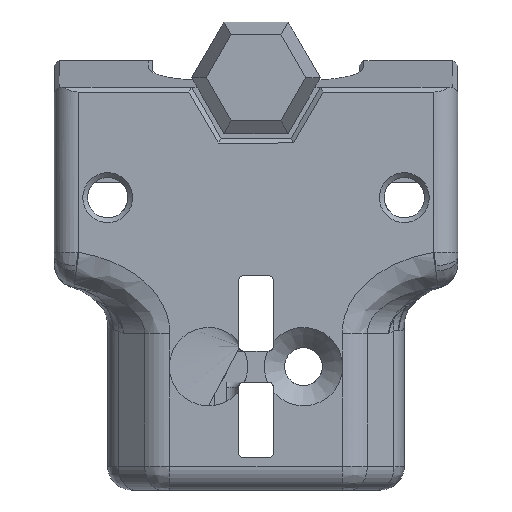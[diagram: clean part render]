
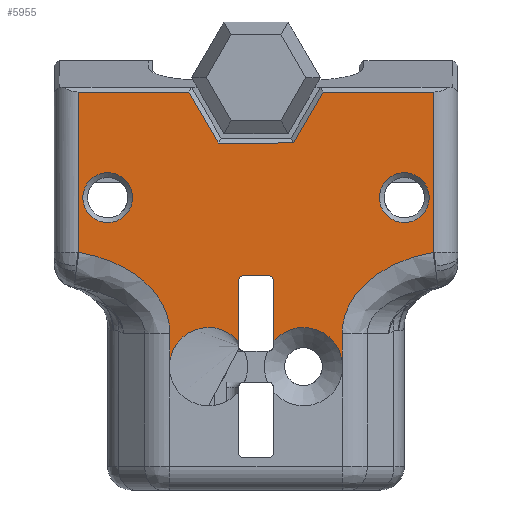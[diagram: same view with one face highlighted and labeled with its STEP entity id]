
A CAD part, front view. The second image highlights one B-rep face of the part: STEP entity #5955.
In plain terms, the highlighted face is planar.
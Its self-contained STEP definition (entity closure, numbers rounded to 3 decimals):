
#33=FACE_BOUND('',#2158,.T.);
#34=FACE_BOUND('',#2159,.T.);
#143=PLANE('',#6381);
#372=LINE('',#9791,#942);
#475=LINE('',#10124,#1045);
#479=LINE('',#10147,#1049);
#516=LINE('',#10250,#1086);
#517=LINE('',#10436,#1087);
#518=LINE('',#10583,#1088);
#519=LINE('',#10588,#1089);
#520=LINE('',#10592,#1090);
#521=LINE('',#10594,#1091);
#522=LINE('',#10596,#1092);
#523=LINE('',#10598,#1093);
#524=LINE('',#10599,#1094);
#942=VECTOR('',#6908,10.);
#1045=VECTOR('',#7143,10.);
#1049=VECTOR('',#7167,10.);
#1086=VECTOR('',#7254,10.);
#1087=VECTOR('',#7291,10.);
#1088=VECTOR('',#7326,1000.);
#1089=VECTOR('',#7331,1000.);
#1090=VECTOR('',#7336,1000.);
#1091=VECTOR('',#7337,1000.);
#1092=VECTOR('',#7338,1000.);
#1093=VECTOR('',#7339,1000.);
#1094=VECTOR('',#7340,1000.);
#1541=CIRCLE('',#6380,7.);
#1542=CIRCLE('',#6382,7.);
#1543=CIRCLE('',#6383,3.3);
#1544=CIRCLE('',#6384,0.5);
#1545=CIRCLE('',#6385,0.5);
#1546=CIRCLE('',#6386,3.3);
#1547=CIRCLE('',#6388,2.1);
#1548=CIRCLE('',#6389,2.1);
#1822=FACE_OUTER_BOUND('',#2157,.T.);
#2157=EDGE_LOOP('',(#4695,#4696,#4697,#4698,#4699,#4700,#4701,#4702,#4703,
#4704,#4705,#4706,#4707,#4708,#4709,#4710,#4711,#4712,#4713,#4714));
#2158=EDGE_LOOP('',(#4715));
#2159=EDGE_LOOP('',(#4716));
#2397=ELLIPSE('',#6359,9.899,7.);
#2403=ELLIPSE('',#6387,9.899,7.);
#2657=VERTEX_POINT('',#9788);
#2658=VERTEX_POINT('',#9790);
#2760=VERTEX_POINT('',#10115);
#2761=VERTEX_POINT('',#10123);
#2769=VERTEX_POINT('',#10144);
#2770=VERTEX_POINT('',#10146);
#2787=VERTEX_POINT('',#10247);
#2788=VERTEX_POINT('',#10249);
#2794=VERTEX_POINT('',#10408);
#2796=VERTEX_POINT('',#10433);
#2797=VERTEX_POINT('',#10435);
#2803=VERTEX_POINT('',#10573);
#2804=VERTEX_POINT('',#10580);
#2805=VERTEX_POINT('',#10582);
#2806=VERTEX_POINT('',#10585);
#2807=VERTEX_POINT('',#10587);
#2808=VERTEX_POINT('',#10591);
#2809=VERTEX_POINT('',#10593);
#2810=VERTEX_POINT('',#10595);
#2811=VERTEX_POINT('',#10597);
#2812=VERTEX_POINT('',#10600);
#2813=VERTEX_POINT('',#10602);
#3272=EDGE_CURVE('',#2657,#2658,#372,.T.);
#3415=EDGE_CURVE('',#2760,#2761,#475,.T.);
#3427=EDGE_CURVE('',#2769,#2770,#479,.T.);
#3468=EDGE_CURVE('',#2787,#2788,#516,.T.);
#3482=EDGE_CURVE('',#2761,#2794,#2397,.T.);
#3487=EDGE_CURVE('',#2796,#2797,#517,.T.);
#3503=EDGE_CURVE('',#2797,#2803,#1541,.T.);
#3504=EDGE_CURVE('',#2794,#2787,#1542,.T.);
#3505=EDGE_CURVE('',#2760,#2804,#1543,.T.);
#3506=EDGE_CURVE('',#2805,#2804,#518,.T.);
#3507=EDGE_CURVE('',#2805,#2658,#1544,.T.);
#3508=EDGE_CURVE('',#2657,#2806,#1545,.T.);
#3509=EDGE_CURVE('',#2807,#2806,#519,.T.);
#3510=EDGE_CURVE('',#2807,#2770,#1546,.T.);
#3511=EDGE_CURVE('',#2803,#2769,#2403,.T.);
#3512=EDGE_CURVE('',#2796,#2808,#520,.T.);
#3513=EDGE_CURVE('',#2808,#2809,#521,.T.);
#3514=EDGE_CURVE('',#2809,#2810,#522,.T.);
#3515=EDGE_CURVE('',#2810,#2811,#523,.T.);
#3516=EDGE_CURVE('',#2811,#2788,#524,.T.);
#3517=EDGE_CURVE('',#2812,#2812,#1547,.T.);
#3518=EDGE_CURVE('',#2813,#2813,#1548,.T.);
#4695=ORIENTED_EDGE('',*,*,#3468,.F.);
#4696=ORIENTED_EDGE('',*,*,#3504,.F.);
#4697=ORIENTED_EDGE('',*,*,#3482,.F.);
#4698=ORIENTED_EDGE('',*,*,#3415,.F.);
#4699=ORIENTED_EDGE('',*,*,#3505,.T.);
#4700=ORIENTED_EDGE('',*,*,#3506,.F.);
#4701=ORIENTED_EDGE('',*,*,#3507,.T.);
#4702=ORIENTED_EDGE('',*,*,#3272,.F.);
#4703=ORIENTED_EDGE('',*,*,#3508,.T.);
#4704=ORIENTED_EDGE('',*,*,#3509,.F.);
#4705=ORIENTED_EDGE('',*,*,#3510,.T.);
#4706=ORIENTED_EDGE('',*,*,#3427,.F.);
#4707=ORIENTED_EDGE('',*,*,#3511,.F.);
#4708=ORIENTED_EDGE('',*,*,#3503,.F.);
#4709=ORIENTED_EDGE('',*,*,#3487,.F.);
#4710=ORIENTED_EDGE('',*,*,#3512,.T.);
#4711=ORIENTED_EDGE('',*,*,#3513,.T.);
#4712=ORIENTED_EDGE('',*,*,#3514,.T.);
#4713=ORIENTED_EDGE('',*,*,#3515,.T.);
#4714=ORIENTED_EDGE('',*,*,#3516,.T.);
#4715=ORIENTED_EDGE('',*,*,#3517,.T.);
#4716=ORIENTED_EDGE('',*,*,#3518,.T.);
#5955=ADVANCED_FACE('',(#1822,#33,#34),#143,.F.);
#6359=AXIS2_PLACEMENT_3D('',#10409,#7275,#7276);
#6380=AXIS2_PLACEMENT_3D('',#10577,#7318,#7319);
#6381=AXIS2_PLACEMENT_3D('',#10578,#7320,#7321);
#6382=AXIS2_PLACEMENT_3D('',#10579,#7322,#7323);
#6383=AXIS2_PLACEMENT_3D('',#10581,#7324,#7325);
#6384=AXIS2_PLACEMENT_3D('',#10584,#7327,#7328);
#6385=AXIS2_PLACEMENT_3D('',#10586,#7329,#7330);
#6386=AXIS2_PLACEMENT_3D('',#10589,#7332,#7333);
#6387=AXIS2_PLACEMENT_3D('',#10590,#7334,#7335);
#6388=AXIS2_PLACEMENT_3D('',#10601,#7341,#7342);
#6389=AXIS2_PLACEMENT_3D('',#10603,#7343,#7344);
#6908=DIRECTION('',(0.,1.,0.));
#7143=DIRECTION('',(0.,0.,1.));
#7167=DIRECTION('',(0.,0.,-1.));
#7254=DIRECTION('',(0.,0.,1.));
#7275=DIRECTION('center_axis',(-1.,0.,0.));
#7276=DIRECTION('ref_axis',(0.,-1.,0.));
#7291=DIRECTION('',(0.,0.,-1.));
#7318=DIRECTION('center_axis',(-1.,0.,0.));
#7319=DIRECTION('ref_axis',(0.,0.227,0.974));
#7320=DIRECTION('center_axis',(1.,0.,0.));
#7321=DIRECTION('ref_axis',(0.,0.,1.));
#7322=DIRECTION('center_axis',(-1.,0.,0.));
#7323=DIRECTION('ref_axis',(0.,-0.505,0.863));
#7324=DIRECTION('center_axis',(1.,0.,0.));
#7325=DIRECTION('ref_axis',(0.,1.,0.));
#7326=DIRECTION('',(0.,0.,-1.));
#7327=DIRECTION('center_axis',(1.,0.,0.));
#7328=DIRECTION('ref_axis',(0.,0.,-1.));
#7329=DIRECTION('center_axis',(1.,0.,0.));
#7330=DIRECTION('ref_axis',(0.,0.,-1.));
#7331=DIRECTION('',(0.,0.,1.));
#7332=DIRECTION('center_axis',(1.,0.,0.));
#7333=DIRECTION('ref_axis',(0.,1.,0.));
#7334=DIRECTION('center_axis',(-1.,0.,0.));
#7335=DIRECTION('ref_axis',(0.,1.,0.));
#7336=DIRECTION('',(0.,1.,0.));
#7337=DIRECTION('',(0.,0.5,-0.866));
#7338=DIRECTION('',(0.,1.,0.));
#7339=DIRECTION('',(0.,0.5,0.866));
#7340=DIRECTION('',(0.,1.,0.));
#7341=DIRECTION('center_axis',(1.,0.,0.));
#7342=DIRECTION('ref_axis',(0.,1.,0.));
#7343=DIRECTION('center_axis',(1.,0.,0.));
#7344=DIRECTION('ref_axis',(0.,1.,0.));
#9788=CARTESIAN_POINT('',(13.46,-1.,26.7));
#9790=CARTESIAN_POINT('',(13.46,1.,26.7));
#9791=CARTESIAN_POINT('',(13.46,-15.4,26.7));
#10115=CARTESIAN_POINT('',(13.46,7.257,19.529));
#10123=CARTESIAN_POINT('',(13.46,7.257,21.8));
#10124=CARTESIAN_POINT('',(13.46,7.257,9.6));
#10144=CARTESIAN_POINT('',(13.46,-7.257,21.8));
#10146=CARTESIAN_POINT('',(13.46,-7.257,19.529));
#10147=CARTESIAN_POINT('',(13.46,-7.257,4.3));
#10247=CARTESIAN_POINT('',(13.46,15.,28.637));
#10249=CARTESIAN_POINT('',(13.46,15.,42.149));
#10250=CARTESIAN_POINT('',(13.46,15.,21.2));
#10408=CARTESIAN_POINT('',(13.46,14.914,28.618));
#10409=CARTESIAN_POINT('Origin',(13.46,17.157,21.8));
#10433=CARTESIAN_POINT('',(13.46,-15.,42.149));
#10435=CARTESIAN_POINT('',(13.46,-15.,28.637));
#10436=CARTESIAN_POINT('',(13.46,-15.,21.2));
#10573=CARTESIAN_POINT('',(13.46,-14.914,28.618));
#10577=CARTESIAN_POINT('Origin',(13.46,-16.5,21.8));
#10578=CARTESIAN_POINT('Origin',(13.46,-15.4,10.6));
#10579=CARTESIAN_POINT('Origin',(13.46,16.5,21.8));
#10580=CARTESIAN_POINT('',(13.46,1.5,21.154));
#10581=CARTESIAN_POINT('Origin',(13.46,4.,19.));
#10582=CARTESIAN_POINT('',(13.46,1.5,26.2));
#10583=CARTESIAN_POINT('',(13.46,1.5,8.6));
#10584=CARTESIAN_POINT('Origin',(13.46,1.,26.2));
#10585=CARTESIAN_POINT('',(13.46,-1.5,26.2));
#10586=CARTESIAN_POINT('Origin',(13.46,-1.,26.2));
#10587=CARTESIAN_POINT('',(13.46,-1.5,21.154));
#10588=CARTESIAN_POINT('',(13.46,-1.5,8.6));
#10589=CARTESIAN_POINT('Origin',(13.46,-4.,19.));
#10590=CARTESIAN_POINT('Origin',(13.46,-17.157,21.8));
#10591=CARTESIAN_POINT('',(13.46,-5.656,42.149));
#10592=CARTESIAN_POINT('',(13.46,-5.425,42.149));
#10593=CARTESIAN_POINT('',(13.46,-3.177,37.852));
#10594=CARTESIAN_POINT('',(13.46,5.567,22.699));
#10595=CARTESIAN_POINT('',(13.46,3.174,37.851));
#10596=CARTESIAN_POINT('',(13.46,-15.393,37.855));
#10597=CARTESIAN_POINT('',(13.46,5.657,42.149));
#10598=CARTESIAN_POINT('',(13.46,-13.277,9.373));
#10599=CARTESIAN_POINT('',(13.46,-15.4,42.149));
#10600=CARTESIAN_POINT('',(13.46,-12.5,31.15));
#10601=CARTESIAN_POINT('Origin',(13.46,-12.5,33.25));
#10602=CARTESIAN_POINT('',(13.46,12.5,31.15));
#10603=CARTESIAN_POINT('Origin',(13.46,12.5,33.25));
